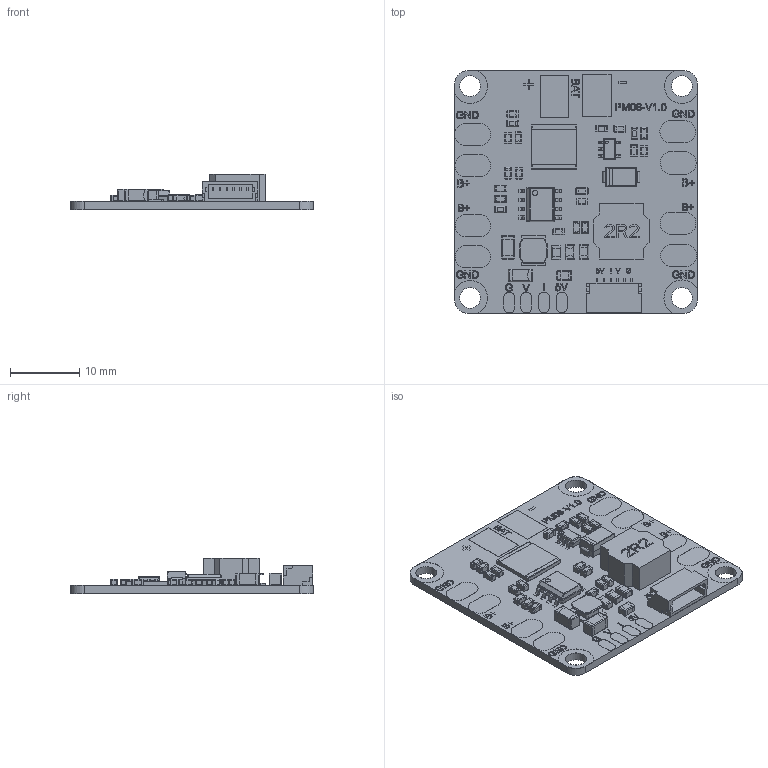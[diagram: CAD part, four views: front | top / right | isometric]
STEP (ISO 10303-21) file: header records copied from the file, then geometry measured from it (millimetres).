
FILE_DESCRIPTION(/* description */ (''),/* implementation_level */ '2;1');
FILE_NAME(/* name */ 'PM06.step',/* time_stamp */ '2018-03-25T20:53:19+01:00',/* author */ (''),/* organization */ (''),/* preprocessor_version */ 'ST-DEVELOPER v16.13',/* originating_system */ 'Autodesk Translation Framework v6.5.0.72',/* authorisation */ '');
FILE_SCHEMA (('AUTOMOTIVE_DESIGN { 1 0 10303 214 3 1 1 }'));
Products named in the file (12): PM06; CAPC-0603-T0.9-BN; CAPC-0805-T0.95-BN; CAPC-1206-T1.8-BN; NTC-0603-T0.9; MS-012AA; SC-74A; DO-214AC-DIOM5127X23N; SRN8040TA; srn4018; SM06B-SRSS-TB; RESC-CUST
Assembly tree (33 placements, depth 2):
  PM06
    CAPC-0603-T0.9-BN  x12
    CAPC-0805-T0.95-BN  x4
    CAPC-1206-T1.8-BN  x2
    NTC-0603-T0.9  x8
    MS-012AA
    SC-74A
    DO-214AC-DIOM5127X23N
    SRN8040TA
    srn4018
    SM06B-SRSS-TB
    RESC-CUST
Bounding box: 35 x 35 x 5.16 mm (x, y, z)
Volume: 1892.4 mm3; surface area: 4145.3 mm2
Topology: 111 solids, 111 shells, 2497 faces, 6695 edges, 4200 vertices
Faces by surface type: plane 1316, cylinder 496, bspline 475, sphere 210
Full cylindrical faces by diameter (mm): 0.75 x1, 3 x8
Entity records: 58356 total; most frequent: CARTESIAN_POINT 17374, ORIENTED_EDGE 9044, DIRECTION 6825, EDGE_CURVE 4522, LINE 3065, VECTOR 3065, VERTEX_POINT 2968, AXIS2_PLACEMENT_3D 1880
